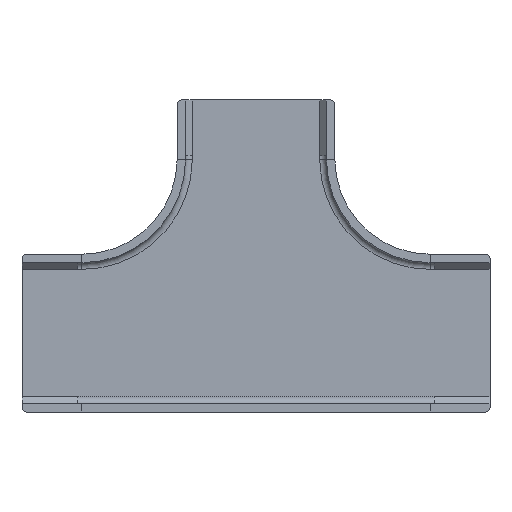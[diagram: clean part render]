
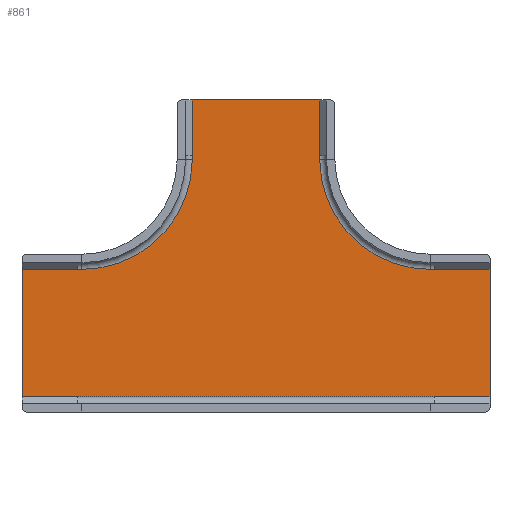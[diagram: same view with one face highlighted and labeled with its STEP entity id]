
A CAD part, front view. The second image highlights one B-rep face of the part: STEP entity #861.
In plain terms, the highlighted planar face has unit normal (0, -1, 0).
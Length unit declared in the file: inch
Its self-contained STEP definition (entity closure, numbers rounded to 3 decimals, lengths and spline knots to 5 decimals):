
#2 = CARTESIAN_POINT ( 'NONE',  ( -1.5, 0.75591, 1.52498 ) ) ;
#21 = VERTEX_POINT ( 'NONE', #1875 ) ;
#78 = EDGE_LOOP ( 'NONE', ( #2526, #1944, #2243, #716, #468, #1782, #983, #1420, #1604, #366 ) ) ;
#175 = EDGE_CURVE ( 'NONE', #21, #401, #2228, .T. ) ;
#205 = LINE ( 'NONE', #590, #2575 ) ;
#211 = EDGE_CURVE ( 'NONE', #1118, #1283, #1501, .T. ) ;
#356 = VECTOR ( 'NONE', #1352, 39.37008 ) ;
#366 = ORIENTED_EDGE ( 'NONE', *, *, #1723, .T. ) ;
#370 = LINE ( 'NONE', #1460, #2487 ) ;
#401 = VERTEX_POINT ( 'NONE', #2 ) ;
#416 = CARTESIAN_POINT ( 'NONE',  ( -1.5, 0.75591, 2.05315 ) ) ;
#440 = VECTOR ( 'NONE', #1088, 39.37008 ) ;
#458 = CARTESIAN_POINT ( 'NONE',  ( -0.52756, 0.75591, 1.5335 ) ) ;
#468 = ORIENTED_EDGE ( 'NONE', *, *, #175, .T. ) ;
#487 = CIRCLE ( 'NONE', #2020, 0.97248 ) ;
#526 = CARTESIAN_POINT ( 'NONE',  ( -4.12205, 0.75591, -0.56102 ) ) ;
#561 = LINE ( 'NONE', #1663, #1493 ) ;
#590 = CARTESIAN_POINT ( 'NONE',  ( -4.12205, 0.75591, 1.5335 ) ) ;
#649 = CARTESIAN_POINT ( 'NONE',  ( -0.52756, 0.75591, 1.5335 ) ) ;
#660 = DIRECTION ( 'NONE',  ( -1., 0., 0. ) ) ;
#716 = ORIENTED_EDGE ( 'NONE', *, *, #1872, .T. ) ;
#748 = VECTOR ( 'NONE', #1916, 39.37008 ) ;
#793 = DIRECTION ( 'NONE',  ( 0., 0., -1. ) ) ;
#861 = ADVANCED_FACE ( 'NONE', ( #1684 ), #2094, .T. ) ;
#884 = DIRECTION ( 'NONE',  ( 0., 1., 0. ) ) ;
#930 = EDGE_CURVE ( 'NONE', #1642, #1283, #1273, .T. ) ;
#983 = ORIENTED_EDGE ( 'NONE', *, *, #2217, .F. ) ;
#988 = EDGE_CURVE ( 'NONE', #1642, #2664, #205, .T. ) ;
#1008 = VECTOR ( 'NONE', #660, 39.37008 ) ;
#1076 = CARTESIAN_POINT ( 'NONE',  ( 0., 0.75591, 1.5335 ) ) ;
#1077 = LINE ( 'NONE', #2534, #748 ) ;
#1079 = DIRECTION ( 'NONE',  ( 0., 0., -1. ) ) ;
#1088 = DIRECTION ( 'NONE',  ( 0., 0., -1. ) ) ;
#1104 = LINE ( 'NONE', #2515, #1008 ) ;
#1118 = VERTEX_POINT ( 'NONE', #2458 ) ;
#1140 = VERTEX_POINT ( 'NONE', #1490 ) ;
#1209 = DIRECTION ( 'NONE',  ( 0., 1., 0. ) ) ;
#1255 = DIRECTION ( 'NONE',  ( -1., 0., 0. ) ) ;
#1273 = LINE ( 'NONE', #1289, #1933 ) ;
#1283 = VERTEX_POINT ( 'NONE', #2203 ) ;
#1289 = CARTESIAN_POINT ( 'NONE',  ( 0., 0.75591, -0.56102 ) ) ;
#1329 = DIRECTION ( 'NONE',  ( 0., 0., -1. ) ) ;
#1352 = DIRECTION ( 'NONE',  ( 0., 0., 1. ) ) ;
#1401 = AXIS2_PLACEMENT_3D ( 'NONE', #458, #884, #1329 ) ;
#1420 = ORIENTED_EDGE ( 'NONE', *, *, #1762, .T. ) ;
#1460 = CARTESIAN_POINT ( 'NONE',  ( -2.62205, 0.75591, 1.52525 ) ) ;
#1490 = CARTESIAN_POINT ( 'NONE',  ( -2.62205, 0.75591, 2.05315 ) ) ;
#1493 = VECTOR ( 'NONE', #1255, 39.37008 ) ;
#1501 = LINE ( 'NONE', #1076, #440 ) ;
#1516 = LINE ( 'NONE', #2363, #356 ) ;
#1582 = VERTEX_POINT ( 'NONE', #2626 ) ;
#1604 = ORIENTED_EDGE ( 'NONE', *, *, #1788, .T. ) ;
#1642 = VERTEX_POINT ( 'NONE', #526 ) ;
#1663 = CARTESIAN_POINT ( 'NONE',  ( -4.12205, 0.75591, 0.56102 ) ) ;
#1684 = FACE_OUTER_BOUND ( 'NONE', #78, .T. ) ;
#1699 = CARTESIAN_POINT ( 'NONE',  ( -4.12205, 0.75591, 0.56102 ) ) ;
#1712 = DIRECTION ( 'NONE',  ( 1., 0., 0. ) ) ;
#1723 = EDGE_CURVE ( 'NONE', #1582, #2664, #561, .T. ) ;
#1762 = EDGE_CURVE ( 'NONE', #1140, #2205, #370, .T. ) ;
#1782 = ORIENTED_EDGE ( 'NONE', *, *, #2402, .T. ) ;
#1788 = EDGE_CURVE ( 'NONE', #2205, #1582, #487, .T. ) ;
#1795 = VERTEX_POINT ( 'NONE', #416 ) ;
#1834 = AXIS2_PLACEMENT_3D ( 'NONE', #649, #2296, #1079 ) ;
#1839 = CARTESIAN_POINT ( 'NONE',  ( -3.59449, 0.75591, 1.5335 ) ) ;
#1872 = EDGE_CURVE ( 'NONE', #1118, #21, #1104, .T. ) ;
#1875 = CARTESIAN_POINT ( 'NONE',  ( -0.52756, 0.75591, 0.56102 ) ) ;
#1916 = DIRECTION ( 'NONE',  ( 1., 0., 0. ) ) ;
#1933 = VECTOR ( 'NONE', #1712, 39.37008 ) ;
#1944 = ORIENTED_EDGE ( 'NONE', *, *, #930, .T. ) ;
#2020 = AXIS2_PLACEMENT_3D ( 'NONE', #1839, #1209, #793 ) ;
#2094 = PLANE ( 'NONE',  #1834 ) ;
#2120 = CARTESIAN_POINT ( 'NONE',  ( -2.62205, 0.75591, 1.52498 ) ) ;
#2203 = CARTESIAN_POINT ( 'NONE',  ( 0., 0.75591, -0.56102 ) ) ;
#2205 = VERTEX_POINT ( 'NONE', #2120 ) ;
#2217 = EDGE_CURVE ( 'NONE', #1140, #1795, #1077, .T. ) ;
#2228 = CIRCLE ( 'NONE', #1401, 0.97248 ) ;
#2243 = ORIENTED_EDGE ( 'NONE', *, *, #211, .F. ) ;
#2277 = DIRECTION ( 'NONE',  ( 0., 0., 1. ) ) ;
#2296 = DIRECTION ( 'NONE',  ( 0., -1., 0. ) ) ;
#2363 = CARTESIAN_POINT ( 'NONE',  ( -1.5, 0.75591, 2.05315 ) ) ;
#2402 = EDGE_CURVE ( 'NONE', #401, #1795, #1516, .T. ) ;
#2458 = CARTESIAN_POINT ( 'NONE',  ( 0., 0.75591, 0.56102 ) ) ;
#2487 = VECTOR ( 'NONE', #2679, 39.37008 ) ;
#2515 = CARTESIAN_POINT ( 'NONE',  ( -0.52756, 0.75591, 0.56102 ) ) ;
#2526 = ORIENTED_EDGE ( 'NONE', *, *, #988, .F. ) ;
#2534 = CARTESIAN_POINT ( 'NONE',  ( -0.52756, 0.75591, 2.05315 ) ) ;
#2575 = VECTOR ( 'NONE', #2277, 39.37008 ) ;
#2626 = CARTESIAN_POINT ( 'NONE',  ( -3.59449, 0.75591, 0.56102 ) ) ;
#2664 = VERTEX_POINT ( 'NONE', #1699 ) ;
#2679 = DIRECTION ( 'NONE',  ( 0., 0., -1. ) ) ;
